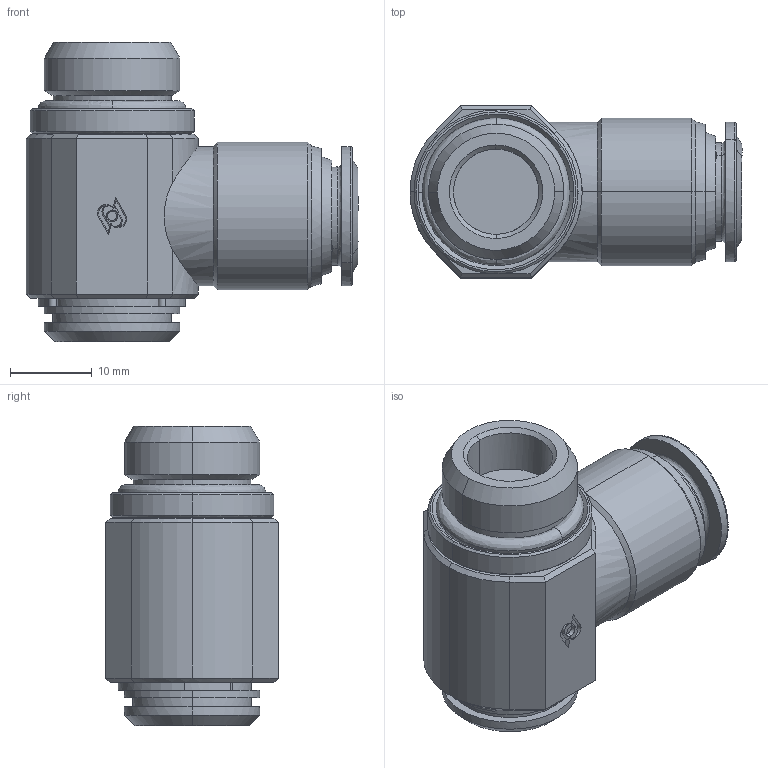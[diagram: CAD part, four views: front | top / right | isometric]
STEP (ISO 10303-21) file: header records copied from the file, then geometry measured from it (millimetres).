
FILE_DESCRIPTION (( 'STEP AP214' ), '1' );
FILE_NAME ('PH10-G03_ME.STEP', '2018-09-06T11:51:15', ( '' ), ( '' ), 'SwSTEP 2.0', 'SolidWorks 2018', '' );
FILE_SCHEMA (( 'AUTOMOTIVE_DESIGN' ));
Length unit declared in the file: millimetre
Products named in the file (1): PH10-G03_ME
Bounding box: 40.5 x 21 x 36.5 mm (x, y, z)
Volume: 14512 mm3; surface area: 5551.9 mm2
Topology: 2 solids, 2 shells, 188 faces, 439 edges, 271 vertices
Faces by surface type: bspline 188
Entity records: 7995 total; most frequent: CARTESIAN_POINT 5360, ORIENTED_EDGE 878, EDGE_CURVE 439, B_SPLINE_CURVE_WITH_KNOTS 311, VERTEX_POINT 271, EDGE_LOOP 212, ADVANCED_FACE 188, FACE_OUTER_BOUND 188
